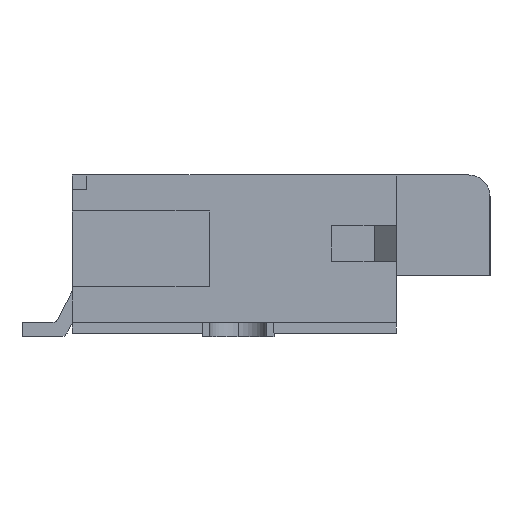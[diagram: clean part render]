
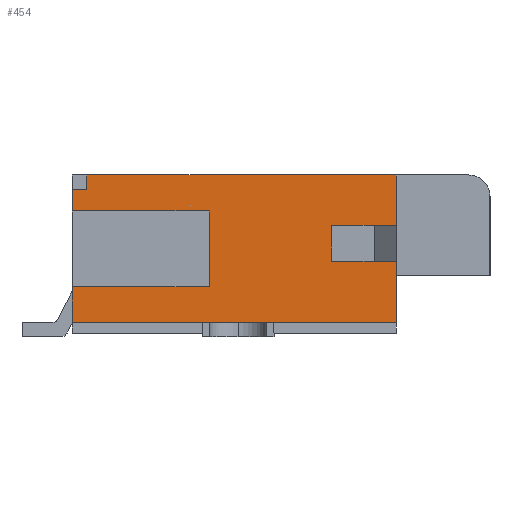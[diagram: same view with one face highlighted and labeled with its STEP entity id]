
A CAD part, left-side view. The second image highlights one B-rep face of the part: STEP entity #454.
In plain terms, the highlighted planar face has unit normal (-1, 0, 0).
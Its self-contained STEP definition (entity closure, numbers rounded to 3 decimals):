
#454=ADVANCED_FACE('',(#2124),#2125,.T.);
#2124=FACE_OUTER_BOUND('',#5306,.T.);
#2125=PLANE('',#5307);
#5306=EDGE_LOOP('',(#9190,#9191,#9192,#9193,#9194,#9195,#9196,#9197,#9198,#9199,#9200,#9201,#9202,#9203));
#5307=AXIS2_PLACEMENT_3D('',#9204,#9205,#9206);
#9190=ORIENTED_EDGE('',*,*,#23307,.T.);
#9191=ORIENTED_EDGE('',*,*,#23161,.T.);
#9192=ORIENTED_EDGE('',*,*,#22890,.T.);
#9193=ORIENTED_EDGE('',*,*,#23308,.F.);
#9194=ORIENTED_EDGE('',*,*,#23309,.T.);
#9195=ORIENTED_EDGE('',*,*,#23310,.T.);
#9196=ORIENTED_EDGE('',*,*,#22886,.T.);
#9197=ORIENTED_EDGE('',*,*,#23311,.F.);
#9198=ORIENTED_EDGE('',*,*,#22900,.T.);
#9199=ORIENTED_EDGE('',*,*,#23312,.T.);
#9200=ORIENTED_EDGE('',*,*,#23313,.T.);
#9201=ORIENTED_EDGE('',*,*,#23314,.T.);
#9202=ORIENTED_EDGE('',*,*,#23315,.T.);
#9203=ORIENTED_EDGE('',*,*,#23302,.T.);
#9204=CARTESIAN_POINT('',(-9.05,0.0,0.0));
#9205=DIRECTION('',(-1.0,0.0,0.0));
#9206=DIRECTION('',(0.0,0.0,1.0));
#22886=EDGE_CURVE('',#27866,#27864,#27867,.T.);
#22890=EDGE_CURVE('',#27603,#27872,#27874,.T.);
#22900=EDGE_CURVE('',#27894,#27892,#27895,.T.);
#23161=EDGE_CURVE('',#28407,#27603,#28411,.T.);
#23302=EDGE_CURVE('',#28611,#28609,#28612,.T.);
#23307=EDGE_CURVE('',#28609,#28407,#28619,.T.);
#23308=EDGE_CURVE('',#28620,#27872,#28621,.T.);
#23309=EDGE_CURVE('',#28620,#28622,#28623,.T.);
#23310=EDGE_CURVE('',#28622,#27866,#28624,.T.);
#23311=EDGE_CURVE('',#27894,#27864,#28625,.T.);
#23312=EDGE_CURVE('',#27892,#28626,#28627,.T.);
#23313=EDGE_CURVE('',#28626,#28628,#28629,.T.);
#23314=EDGE_CURVE('',#28628,#28630,#28631,.T.);
#23315=EDGE_CURVE('',#28630,#28611,#28632,.T.);
#27603=VERTEX_POINT('',#35606);
#27864=VERTEX_POINT('',#35997);
#27866=VERTEX_POINT('',#36000);
#27867=LINE('',#36001,#36002);
#27872=VERTEX_POINT('',#36009);
#27874=LINE('',#36012,#36013);
#27892=VERTEX_POINT('',#36039);
#27894=VERTEX_POINT('',#36042);
#27895=LINE('',#36043,#36044);
#28407=VERTEX_POINT('',#36814);
#28411=LINE('',#36820,#36821);
#28609=VERTEX_POINT('',#37158);
#28611=VERTEX_POINT('',#37161);
#28612=LINE('',#37162,#37163);
#28619=LINE('',#37174,#37175);
#28620=VERTEX_POINT('',#37176);
#28621=LINE('',#37177,#37178);
#28622=VERTEX_POINT('',#37179);
#28623=LINE('',#37180,#37181);
#28624=LINE('',#37182,#37183);
#28625=LINE('',#37184,#37185);
#28626=VERTEX_POINT('',#37186);
#28627=LINE('',#37187,#37188);
#28628=VERTEX_POINT('',#37189);
#28629=LINE('',#37190,#37191);
#28630=VERTEX_POINT('',#37192);
#28631=LINE('',#37193,#37194);
#28632=LINE('',#37195,#37196);
#35606=CARTESIAN_POINT('',(-9.05,2.25,0.9));
#35997=CARTESIAN_POINT('',(-9.05,2.25,-0.95));
#36000=CARTESIAN_POINT('',(-9.05,2.25,-0.45));
#36001=CARTESIAN_POINT('',(-9.05,2.25,1.1));
#36002=VECTOR('',#47527,1000.0);
#36009=CARTESIAN_POINT('',(-9.05,2.25,0.6));
#36012=CARTESIAN_POINT('',(-9.05,2.25,1.1));
#36013=VECTOR('',#47531,1000.0);
#36039=CARTESIAN_POINT('',(-9.05,-2.25,-0.1));
#36042=CARTESIAN_POINT('',(-9.05,-2.25,-0.95));
#36043=CARTESIAN_POINT('',(-9.05,-2.25,-1.1));
#36044=VECTOR('',#47541,1000.0);
#36814=CARTESIAN_POINT('',(-9.05,2.05,0.9));
#36820=CARTESIAN_POINT('',(-9.05,0.0,0.9));
#36821=VECTOR('',#47802,1000.0);
#37158=CARTESIAN_POINT('',(-9.05,2.05,1.1));
#37161=CARTESIAN_POINT('',(-9.05,-2.25,1.1));
#37162=CARTESIAN_POINT('',(-9.05,-2.25,1.1));
#37163=VECTOR('',#47943,1000.0);
#37174=CARTESIAN_POINT('',(-9.05,2.05,0.0));
#37175=VECTOR('',#47948,1000.0);
#37176=CARTESIAN_POINT('',(-9.05,0.35,0.6));
#37177=CARTESIAN_POINT('',(-9.05,0.35,0.6));
#37178=VECTOR('',#47949,1000.0);
#37179=CARTESIAN_POINT('',(-9.05,0.35,-0.45));
#37180=CARTESIAN_POINT('',(-9.05,0.35,0.6));
#37181=VECTOR('',#47950,1000.0);
#37182=CARTESIAN_POINT('',(-9.05,0.35,-0.45));
#37183=VECTOR('',#47951,1000.0);
#37184=CARTESIAN_POINT('',(-9.05,-2.25,-0.95));
#37185=VECTOR('',#47952,1000.0);
#37186=CARTESIAN_POINT('',(-9.05,-1.35,-0.1));
#37187=CARTESIAN_POINT('',(-9.05,-2.25,-0.1));
#37188=VECTOR('',#47953,1000.0);
#37189=CARTESIAN_POINT('',(-9.05,-1.35,0.4));
#37190=CARTESIAN_POINT('',(-9.05,-1.35,-0.1));
#37191=VECTOR('',#47954,1000.0);
#37192=CARTESIAN_POINT('',(-9.05,-2.25,0.4));
#37193=CARTESIAN_POINT('',(-9.05,-1.35,0.4));
#37194=VECTOR('',#47955,1000.0);
#37195=CARTESIAN_POINT('',(-9.05,-2.25,-1.1));
#37196=VECTOR('',#47956,1000.0);
#47527=DIRECTION('',(0.0,0.0,-1.0));
#47531=DIRECTION('',(0.0,0.0,-1.0));
#47541=DIRECTION('',(0.0,0.0,1.0));
#47802=DIRECTION('',(0.0,1.0,0.0));
#47943=DIRECTION('',(0.0,1.0,0.0));
#47948=DIRECTION('',(0.0,0.0,-1.0));
#47949=DIRECTION('',(0.0,1.0,0.0));
#47950=DIRECTION('',(0.0,0.0,-1.0));
#47951=DIRECTION('',(0.0,1.0,0.0));
#47952=DIRECTION('',(0.0,1.0,0.0));
#47953=DIRECTION('',(0.0,1.0,0.));
#47954=DIRECTION('',(0.0,0.0,1.0));
#47955=DIRECTION('',(0.0,-1.0,0.0));
#47956=DIRECTION('',(0.0,0.0,1.0));
